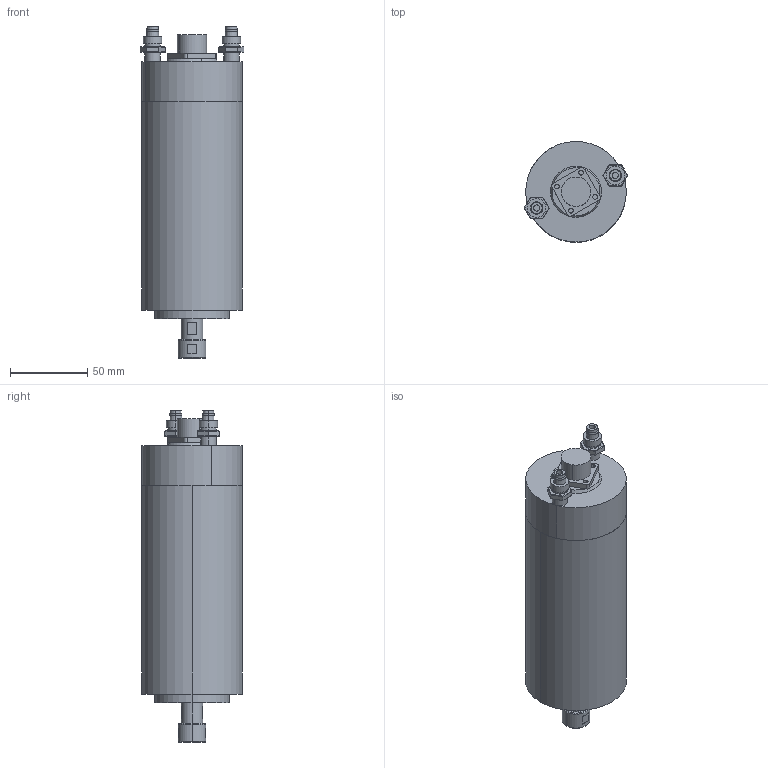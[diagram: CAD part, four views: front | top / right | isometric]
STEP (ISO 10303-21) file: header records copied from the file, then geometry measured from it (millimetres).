
FILE_DESCRIPTION (( 'STEP AP214' ), '1' );
FILE_NAME ('GDZ15軞蚾.STEP', '2021-04-29T07:25:55', ( '萇齟' ), ( '' ), 'SwSTEP 2.0', 'SolidWorks 2018', '' );
FILE_SCHEMA (( 'AUTOMOTIVE_DESIGN' ));
Length unit declared in the file: millimetre
Products named in the file (6): 堤盄釱脣芛18x18M20; GDZ15; GDZ15軞蚾; GDZ15袪謂; GDZ15堤盄釱; GDZ15阨郲
Assembly tree (6 placements, depth 2):
  GDZ15軞蚾
    GDZ15
    GDZ15袪謂
    GDZ15堤盄釱
    堤盄釱脣芛18x18M20
    GDZ15阨郲  x2
Bounding box: 66.97 x 65 x 214.5 mm (x, y, z)
Volume: 556398.3 mm3; surface area: 57841.1 mm2
Topology: 6 solids, 6 shells, 156 faces, 322 edges, 200 vertices
Faces by surface type: cylinder 68, plane 58, cone 18, torus 12
Entity records: 3196 total; most frequent: DIRECTION 564, CARTESIAN_POINT 527, ORIENTED_EDGE 456, AXIS2_PLACEMENT_3D 229, EDGE_CURVE 228, VERTEX_POINT 144, EDGE_LOOP 134, ADVANCED_FACE 110
